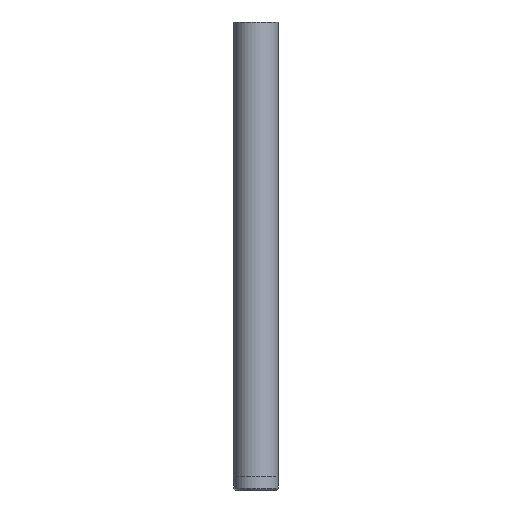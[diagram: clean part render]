
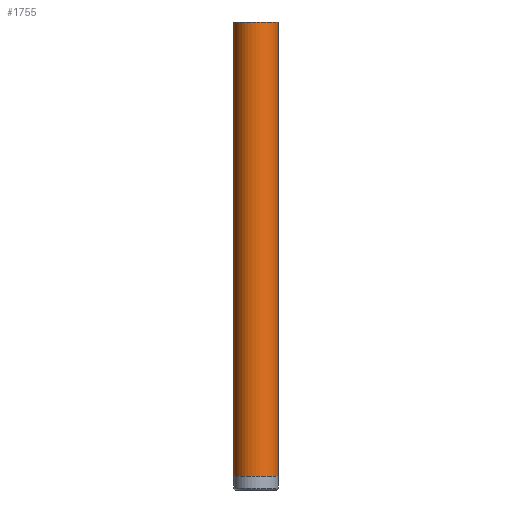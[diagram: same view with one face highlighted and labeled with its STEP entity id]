
A CAD part, front view. The second image highlights one B-rep face of the part: STEP entity #1755.
In plain terms, the highlighted cylindrical face has radius 11.5 mm (diameter 23 mm), a partial arc.
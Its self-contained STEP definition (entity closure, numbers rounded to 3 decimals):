
#1484 = EDGE_CURVE ( 'NONE', #1640, #1654, #3690, .T. ) ;
#1640 = VERTEX_POINT ( 'NONE', #4046 ) ;
#1654 = VERTEX_POINT ( 'NONE', #5408 ) ;
#1731 = ORIENTED_EDGE ( 'NONE', *, *, #1484, .F. ) ;
#1755 = ADVANCED_FACE ( 'NONE', ( #4114 ), #4113, .T. ) ;
#1756 = EDGE_LOOP ( 'NONE', ( #1757, #1850, #1856, #1731 ) ) ;
#1757 = ORIENTED_EDGE ( 'NONE', *, *, #1887, .F. ) ;
#1850 = ORIENTED_EDGE ( 'NONE', *, *, #1851, .F. ) ;
#1851 = EDGE_CURVE ( 'NONE', #1853, #1972, #4406, .T. ) ;
#1853 = VERTEX_POINT ( 'NONE', #4401 ) ;
#1856 = ORIENTED_EDGE ( 'NONE', *, *, #1917, .T. ) ;
#1887 = EDGE_CURVE ( 'NONE', #1972, #1640, #4316, .T. ) ;
#1917 = EDGE_CURVE ( 'NONE', #1853, #1654, #4631, .T. ) ;
#1972 = VERTEX_POINT ( 'NONE', #4811 ) ;
#3690 = CIRCLE ( 'NONE', #3716, 11.5 ) ;
#3713 = DIRECTION ( 'NONE',  ( -1., 0., 0. ) ) ;
#3714 = DIRECTION ( 'NONE',  ( 0., 0., -1. ) ) ;
#3715 = CARTESIAN_POINT ( 'NONE',  ( 0., 0., -227.8 ) ) ;
#3716 = AXIS2_PLACEMENT_3D ( 'NONE', #3715, #3714, #3713 ) ;
#4046 = CARTESIAN_POINT ( 'NONE',  ( 11.5, 0., -227.8 ) ) ;
#4113 = CYLINDRICAL_SURFACE ( 'NONE', #4129, 11.5 ) ;
#4114 = FACE_OUTER_BOUND ( 'NONE', #1756, .T. ) ;
#4126 = DIRECTION ( 'NONE',  ( -1., 0., 0. ) ) ;
#4127 = DIRECTION ( 'NONE',  ( 0., 0., -1. ) ) ;
#4128 = CARTESIAN_POINT ( 'NONE',  ( 0., 0., 7. ) ) ;
#4129 = AXIS2_PLACEMENT_3D ( 'NONE', #4128, #4127, #4126 ) ;
#4313 = DIRECTION ( 'NONE',  ( 0., 0., -1. ) ) ;
#4314 = VECTOR ( 'NONE', #4313, 1000. ) ;
#4315 = CARTESIAN_POINT ( 'NONE',  ( 11.5, 0., 7. ) ) ;
#4316 = LINE ( 'NONE', #4315, #4314 ) ;
#4401 = CARTESIAN_POINT ( 'NONE',  ( -11.5, 0., 7. ) ) ;
#4402 = DIRECTION ( 'NONE',  ( 1., 0., 0. ) ) ;
#4403 = DIRECTION ( 'NONE',  ( 0., 0., 1. ) ) ;
#4404 = CARTESIAN_POINT ( 'NONE',  ( 0., 0., 7. ) ) ;
#4405 = AXIS2_PLACEMENT_3D ( 'NONE', #4404, #4403, #4402 ) ;
#4406 = CIRCLE ( 'NONE', #4405, 11.5 ) ;
#4609 = DIRECTION ( 'NONE',  ( 0., 0., -1. ) ) ;
#4610 = VECTOR ( 'NONE', #4609, 1000. ) ;
#4611 = CARTESIAN_POINT ( 'NONE',  ( -11.5, 0., 7. ) ) ;
#4631 = LINE ( 'NONE', #4611, #4610 ) ;
#4811 = CARTESIAN_POINT ( 'NONE',  ( 11.5, 0., 7. ) ) ;
#5408 = CARTESIAN_POINT ( 'NONE',  ( -11.5, 0., -227.8 ) ) ;
